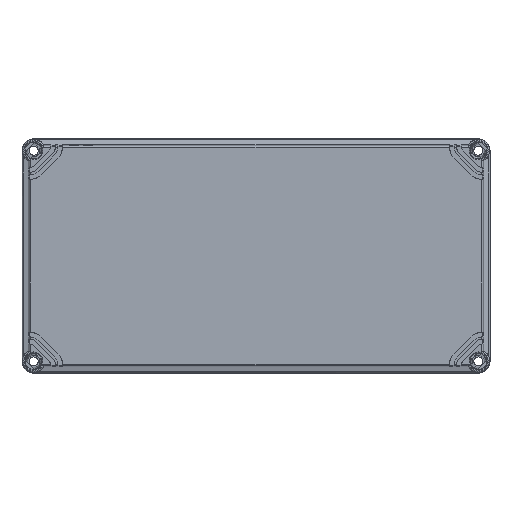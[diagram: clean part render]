
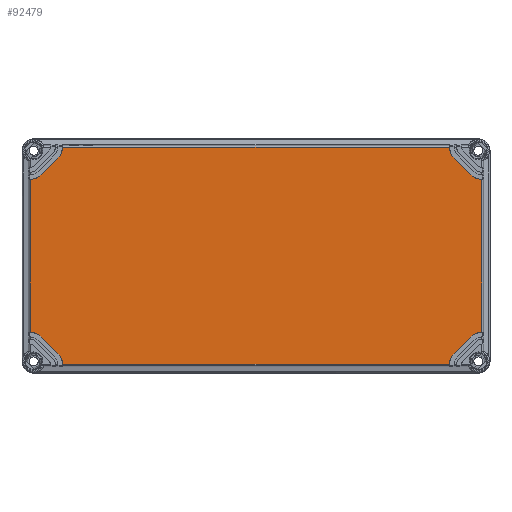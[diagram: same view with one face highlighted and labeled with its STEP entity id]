
A CAD part, top view. The second image highlights one B-rep face of the part: STEP entity #92479.
In plain terms, the highlighted planar face has unit normal (0, 0, 1).
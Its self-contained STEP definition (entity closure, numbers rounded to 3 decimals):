
#78775=CARTESIAN_POINT('',(-179.346,-93.3,30.));
#78776=DIRECTION('',(0.,0.,1.));
#78777=DIRECTION('',(0.999,0.032,0.));
#78778=AXIS2_PLACEMENT_3D('',#78775,#78776,#78777);
#78783=DIRECTION('',(-0.707,0.707,0.));
#78784=VECTOR('',#78783,19.734);
#78785=CARTESIAN_POINT('',(-169.447,-83.401,30.));
#78786=LINE('',#78785,#78784);
#78790=CARTESIAN_POINT('',(-193.3,-79.346,30.));
#78791=DIRECTION('',(0.,0.,1.));
#78792=DIRECTION('',(0.707,0.707,0.));
#78793=AXIS2_PLACEMENT_3D('',#78790,#78791,#78792);
#78798=CARTESIAN_POINT('',(-193.3,79.346,30.));
#78799=DIRECTION('',(0.,0.,1.));
#78800=DIRECTION('',(0.032,-0.999,0.));
#78801=AXIS2_PLACEMENT_3D('',#78798,#78799,#78800);
#78806=DIRECTION('',(0.707,0.707,0.));
#78807=VECTOR('',#78806,19.734);
#78808=CARTESIAN_POINT('',(-183.401,69.447,30.));
#78809=LINE('',#78808,#78807);
#78813=CARTESIAN_POINT('',(-179.346,93.3,30.));
#78814=DIRECTION('',(0.,0.,1.));
#78815=DIRECTION('',(0.707,-0.707,0.));
#78816=AXIS2_PLACEMENT_3D('',#78813,#78814,#78815);
#78821=DIRECTION('',(1.,0.,0.));
#78822=VECTOR('',#78821,330.707);
#78823=CARTESIAN_POINT('',(-165.353,92.851,30.));
#78824=LINE('',#78823,#78822);
#78828=CARTESIAN_POINT('',(179.346,93.3,30.));
#78829=DIRECTION('',(0.,0.,1.));
#78830=DIRECTION('',(-0.999,-0.032,0.));
#78831=AXIS2_PLACEMENT_3D('',#78828,#78829,#78830);
#78836=DIRECTION('',(0.707,-0.707,0.));
#78837=VECTOR('',#78836,19.734);
#78838=CARTESIAN_POINT('',(169.447,83.401,30.));
#78839=LINE('',#78838,#78837);
#78843=CARTESIAN_POINT('',(193.3,79.346,30.));
#78844=DIRECTION('',(0.,0.,1.));
#78845=DIRECTION('',(-0.707,-0.707,0.));
#78846=AXIS2_PLACEMENT_3D('',#78843,#78844,#78845);
#78851=CARTESIAN_POINT('',(193.3,-79.346,30.));
#78852=DIRECTION('',(0.,0.,1.));
#78853=DIRECTION('',(-0.032,0.999,0.));
#78854=AXIS2_PLACEMENT_3D('',#78851,#78852,#78853);
#78859=DIRECTION('',(-0.707,-0.707,0.));
#78860=VECTOR('',#78859,19.734);
#78861=CARTESIAN_POINT('',(183.401,-69.447,30.));
#78862=LINE('',#78861,#78860);
#78866=CARTESIAN_POINT('',(179.346,-93.3,30.));
#78867=DIRECTION('',(0.,0.,1.));
#78868=DIRECTION('',(-0.707,0.707,0.));
#78869=AXIS2_PLACEMENT_3D('',#78866,#78867,#78868);
#83435=DIRECTION('',(0.,1.,0.));
#83436=VECTOR('',#83435,130.707);
#83437=CARTESIAN_POINT('',(192.851,-65.353,30.));
#83438=LINE('',#83437,#83436);
#83506=CARTESIAN_POINT('',(-165.353,92.851,30.));
#83544=CARTESIAN_POINT('',(165.353,92.851,30.));
#83570=DIRECTION('',(0.,-1.,0.));
#83571=VECTOR('',#83570,130.707);
#83572=CARTESIAN_POINT('',(-192.851,65.353,30.));
#83573=LINE('',#83572,#83571);
#83641=DIRECTION('',(1.,0.,0.));
#83642=VECTOR('',#83641,330.707);
#83643=CARTESIAN_POINT('',(-165.353,-92.851,30.));
#83644=LINE('',#83643,#83642);
#83648=CARTESIAN_POINT('',(165.353,-92.851,30.));
#83679=CARTESIAN_POINT('',(-165.353,-92.851,30.));
#86450=CARTESIAN_POINT('',(169.447,83.401,30.));
#86451=CARTESIAN_POINT('',(183.401,69.447,30.));
#86452=VERTEX_POINT('',#86450);
#86453=VERTEX_POINT('',#86451);
#86470=CARTESIAN_POINT('',(-183.401,69.447,30.));
#86471=CARTESIAN_POINT('',(-169.447,83.401,30.));
#86472=VERTEX_POINT('',#86470);
#86473=VERTEX_POINT('',#86471);
#86486=CARTESIAN_POINT('',(183.401,-69.447,30.));
#86487=CARTESIAN_POINT('',(169.447,-83.401,30.));
#86488=VERTEX_POINT('',#86486);
#86489=VERTEX_POINT('',#86487);
#86498=CARTESIAN_POINT('',(-169.447,-83.401,30.));
#86499=CARTESIAN_POINT('',(-183.401,-69.447,30.));
#86500=VERTEX_POINT('',#86498);
#86501=VERTEX_POINT('',#86499);
#86808=VERTEX_POINT('',#83544);
#86820=CARTESIAN_POINT('',(192.851,-65.353,30.));
#86821=CARTESIAN_POINT('',(192.851,65.353,30.));
#86822=VERTEX_POINT('',#86820);
#86823=VERTEX_POINT('',#86821);
#86831=VERTEX_POINT('',#83506);
#86876=CARTESIAN_POINT('',(-192.851,65.353,30.));
#86877=CARTESIAN_POINT('',(-192.851,-65.353,30.));
#86878=VERTEX_POINT('',#86876);
#86879=VERTEX_POINT('',#86877);
#86932=VERTEX_POINT('',#83679);
#86933=VERTEX_POINT('',#83648);
#92440=CARTESIAN_POINT('',(0.,0.,30.));
#92441=DIRECTION('',(0.,0.,1.));
#92442=DIRECTION('',(1.,0.,0.));
#92443=AXIS2_PLACEMENT_3D('',#92440,#92441,#92442);
#92444=PLANE('',#92443);
#92446=ORIENTED_EDGE('',*,*,#92445,.F.);
#92448=ORIENTED_EDGE('',*,*,#92447,.T.);
#92450=ORIENTED_EDGE('',*,*,#92449,.T.);
#92452=ORIENTED_EDGE('',*,*,#92451,.T.);
#92454=ORIENTED_EDGE('',*,*,#92453,.F.);
#92456=ORIENTED_EDGE('',*,*,#92455,.T.);
#92458=ORIENTED_EDGE('',*,*,#92457,.T.);
#92460=ORIENTED_EDGE('',*,*,#92459,.T.);
#92462=ORIENTED_EDGE('',*,*,#92461,.T.);
#92464=ORIENTED_EDGE('',*,*,#92463,.T.);
#92466=ORIENTED_EDGE('',*,*,#92465,.T.);
#92468=ORIENTED_EDGE('',*,*,#92467,.T.);
#92470=ORIENTED_EDGE('',*,*,#92469,.F.);
#92472=ORIENTED_EDGE('',*,*,#92471,.T.);
#92474=ORIENTED_EDGE('',*,*,#92473,.T.);
#92476=ORIENTED_EDGE('',*,*,#92475,.T.);
#92477=EDGE_LOOP('',(#92446,#92448,#92450,#92452,#92454,#92456,#92458,#92460,
#92462,#92464,#92466,#92468,#92470,#92472,#92474,#92476));
#92478=FACE_OUTER_BOUND('',#92477,.F.);
#92479=ADVANCED_FACE('',(#92478),#92444,.T.);
#78779=CIRCLE('',#78778,14.);
#78794=CIRCLE('',#78793,14.);
#78802=CIRCLE('',#78801,14.);
#78817=CIRCLE('',#78816,14.);
#78832=CIRCLE('',#78831,14.);
#78847=CIRCLE('',#78846,14.);
#78855=CIRCLE('',#78854,14.);
#78870=CIRCLE('',#78869,14.);
#92445=EDGE_CURVE('',#86932,#86933,#83644,.T.);
#92447=EDGE_CURVE('',#86932,#86500,#78779,.T.);
#92449=EDGE_CURVE('',#86500,#86501,#78786,.T.);
#92451=EDGE_CURVE('',#86501,#86879,#78794,.T.);
#92453=EDGE_CURVE('',#86878,#86879,#83573,.T.);
#92455=EDGE_CURVE('',#86878,#86472,#78802,.T.);
#92457=EDGE_CURVE('',#86472,#86473,#78809,.T.);
#92459=EDGE_CURVE('',#86473,#86831,#78817,.T.);
#92461=EDGE_CURVE('',#86831,#86808,#78824,.T.);
#92463=EDGE_CURVE('',#86808,#86452,#78832,.T.);
#92465=EDGE_CURVE('',#86452,#86453,#78839,.T.);
#92467=EDGE_CURVE('',#86453,#86823,#78847,.T.);
#92469=EDGE_CURVE('',#86822,#86823,#83438,.T.);
#92471=EDGE_CURVE('',#86822,#86488,#78855,.T.);
#92473=EDGE_CURVE('',#86488,#86489,#78862,.T.);
#92475=EDGE_CURVE('',#86489,#86933,#78870,.T.);
